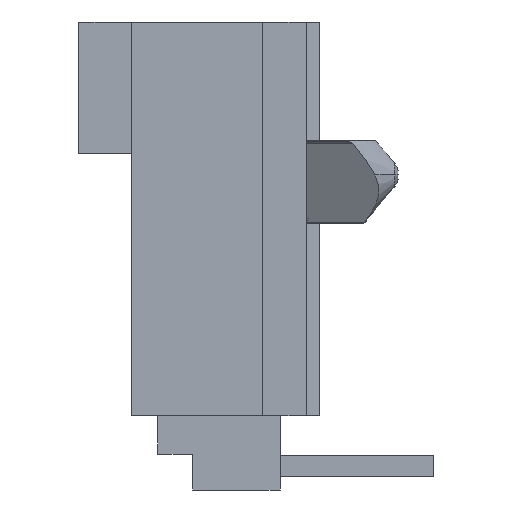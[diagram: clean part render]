
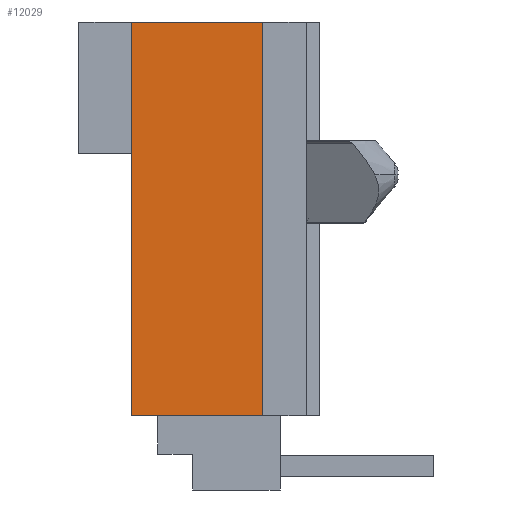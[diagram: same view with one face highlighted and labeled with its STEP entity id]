
A CAD part, left-side view. The second image highlights one B-rep face of the part: STEP entity #12029.
In plain terms, the highlighted planar face has unit normal (-1, 0, 0).
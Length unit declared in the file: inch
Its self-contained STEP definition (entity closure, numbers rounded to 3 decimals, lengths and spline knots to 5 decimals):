
#41=DIRECTION('',(0.,-1.,0.));
#42=VECTOR('',#41,0.15);
#43=CARTESIAN_POINT('',(-0.85,0.1,-0.225));
#44=LINE('',#43,#42);
#424=DIRECTION('',(0.,-1.,0.));
#425=VECTOR('',#424,0.15);
#426=CARTESIAN_POINT('',(-0.85,0.1,0.225));
#427=LINE('',#426,#425);
#4232=DIRECTION('',(0.,0.,1.));
#4233=VECTOR('',#4232,0.45);
#4234=CARTESIAN_POINT('',(-0.85,0.1,-0.225));
#4235=LINE('',#4234,#4233);
#4236=DIRECTION('',(0.,0.,1.));
#4237=VECTOR('',#4236,0.45);
#4238=CARTESIAN_POINT('',(-0.85,-0.05,-0.225));
#4239=LINE('',#4238,#4237);
#4531=CARTESIAN_POINT('',(-0.85,0.1,-0.225));
#4532=CARTESIAN_POINT('',(-0.85,-0.05,-0.225));
#4533=VERTEX_POINT('',#4531);
#4534=VERTEX_POINT('',#4532);
#4539=CARTESIAN_POINT('',(-0.85,0.1,0.225));
#4540=CARTESIAN_POINT('',(-0.85,-0.05,0.225));
#4541=VERTEX_POINT('',#4539);
#4542=VERTEX_POINT('',#4540);
#12017=CARTESIAN_POINT('',(-0.85,0.1,-0.225));
#12018=DIRECTION('',(-1.,0.,0.));
#12019=DIRECTION('',(0.,-1.,0.));
#12020=AXIS2_PLACEMENT_3D('',#12017,#12018,#12019);
#12021=PLANE('',#12020);
#12022=ORIENTED_EDGE('',*,*,#5926,.F.);
#12023=ORIENTED_EDGE('',*,*,#11603,.T.);
#12024=ORIENTED_EDGE('',*,*,#6385,.T.);
#12026=ORIENTED_EDGE('',*,*,#12025,.F.);
#12027=EDGE_LOOP('',(#12022,#12023,#12024,#12026));
#12028=FACE_OUTER_BOUND('',#12027,.F.);
#12029=ADVANCED_FACE('',(#12028),#12021,.T.);
#5926=EDGE_CURVE('',#4533,#4534,#44,.T.);
#6385=EDGE_CURVE('',#4541,#4542,#427,.T.);
#11603=EDGE_CURVE('',#4533,#4541,#4235,.T.);
#12025=EDGE_CURVE('',#4534,#4542,#4239,.T.);
